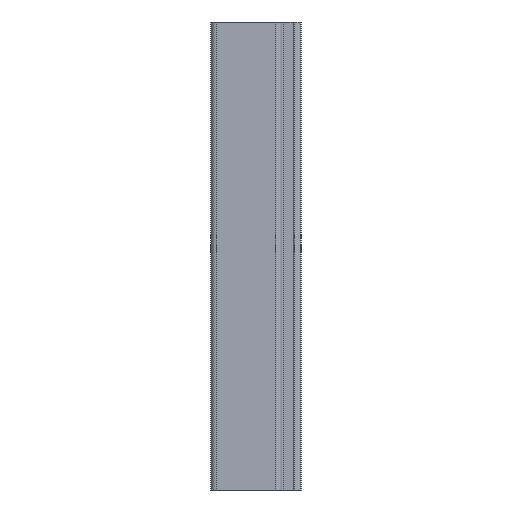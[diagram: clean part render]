
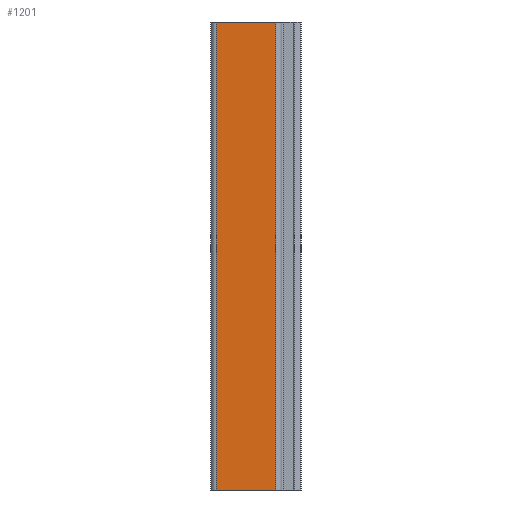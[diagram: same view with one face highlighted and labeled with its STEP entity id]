
A CAD part, left-side view. The second image highlights one B-rep face of the part: STEP entity #1201.
In plain terms, the highlighted planar face has unit normal (-1, 0, 0).
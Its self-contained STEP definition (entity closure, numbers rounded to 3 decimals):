
#20=PLANE('',#1280);
#52=LINE('',#1798,#172);
#53=LINE('',#1800,#173);
#54=LINE('',#1802,#174);
#55=LINE('',#1804,#175);
#172=VECTOR('',#1416,1000.);
#173=VECTOR('',#1419,1000.);
#174=VECTOR('',#1420,1000.);
#175=VECTOR('',#1421,1000.);
#295=ORIENTED_EDGE('',*,*,#667,.F.);
#296=ORIENTED_EDGE('',*,*,#666,.F.);
#297=ORIENTED_EDGE('',*,*,#668,.T.);
#298=ORIENTED_EDGE('',*,*,#669,.T.);
#666=EDGE_CURVE('',#852,#850,#52,.T.);
#667=EDGE_CURVE('',#850,#853,#53,.T.);
#668=EDGE_CURVE('',#852,#854,#54,.T.);
#669=EDGE_CURVE('',#854,#853,#55,.T.);
#850=VERTEX_POINT('',#1793);
#852=VERTEX_POINT('',#1797);
#853=VERTEX_POINT('',#1801);
#854=VERTEX_POINT('',#1803);
#1040=EDGE_LOOP('',(#295,#296,#297,#298));
#1104=FACE_BOUND('',#1040,.T.);
#1201=ADVANCED_FACE('',(#1104),#20,.T.);
#1280=AXIS2_PLACEMENT_3D('',#1799,#1417,#1418);
#1416=DIRECTION('',(0.,0.,1.));
#1417=DIRECTION('',(-1.,0.,0.));
#1418=DIRECTION('',(0.,-1.,0.));
#1419=DIRECTION('',(0.,-1.,0.));
#1420=DIRECTION('',(0.,-1.,0.));
#1421=DIRECTION('',(0.,0.,1.));
#1793=CARTESIAN_POINT('',(-19.05,34.92,0.));
#1797=CARTESIAN_POINT('',(-19.05,34.92,-250.));
#1798=CARTESIAN_POINT('',(-19.05,34.92,-250.));
#1799=CARTESIAN_POINT('',(-19.05,34.92,-250.));
#1800=CARTESIAN_POINT('',(-19.05,34.92,0.));
#1801=CARTESIAN_POINT('',(-19.05,3.175,0.));
#1802=CARTESIAN_POINT('',(-19.05,34.92,-250.));
#1803=CARTESIAN_POINT('',(-19.05,3.175,-250.));
#1804=CARTESIAN_POINT('',(-19.05,3.175,-250.));
